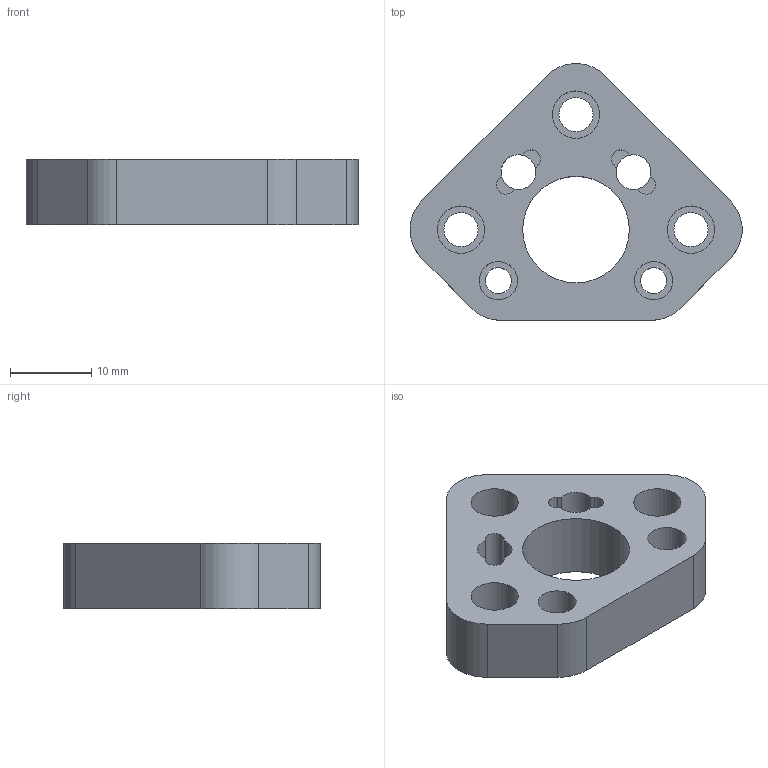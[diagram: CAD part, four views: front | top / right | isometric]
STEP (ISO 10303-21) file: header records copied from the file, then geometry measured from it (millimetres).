
FILE_DESCRIPTION(/* description */ (''),/* implementation_level */ '2;1');
FILE_NAME(/* name */ 'Piezo Mirror Mount_v9.step',/* time_stamp */ '2024-02-15T15:48:45-05:00',/* author */ (''),/* organization */ (''),/* preprocessor_version */ 'ST-DEVELOPER v20',/* originating_system */ 'Autodesk Translation Framework v12.20.1.177',/* authorisation */ '');
FILE_SCHEMA (('AUTOMOTIVE_DESIGN { 1 0 10303 214 3 1 1 }'));
Length unit declared in the file: millimetre
Products named in the file (1): Piezo Mirror Mount
Bounding box: 40.82 x 31.55 x 8 mm (x, y, z)
Volume: 4823.6 mm3; surface area: 3364.8 mm2
Topology: 1 solids, 1 shells, 46 faces, 117 edges, 78 vertices
Faces by surface type: plane 24, cylinder 22
Full cylindrical faces by diameter (mm): 3.2 x2, 4.2 x3, 4.293 x2, 4.72 x2, 5.82 x3, 13.1 x1
Entity records: 1478 total; most frequent: DIRECTION 263, CARTESIAN_POINT 242, ORIENTED_EDGE 234, EDGE_CURVE 117, AXIS2_PLACEMENT_3D 99, VERTEX_POINT 78, EDGE_LOOP 67, LINE 65
